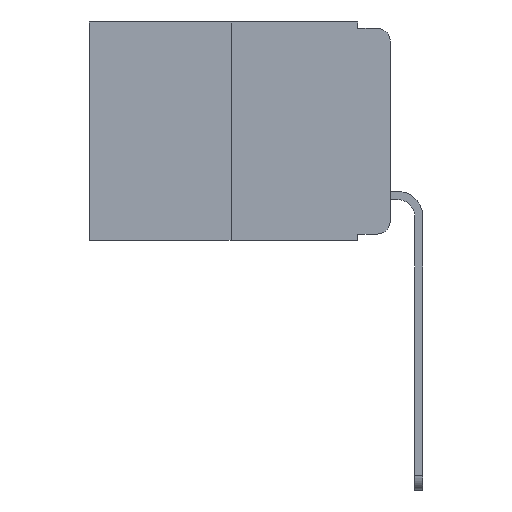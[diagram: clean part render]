
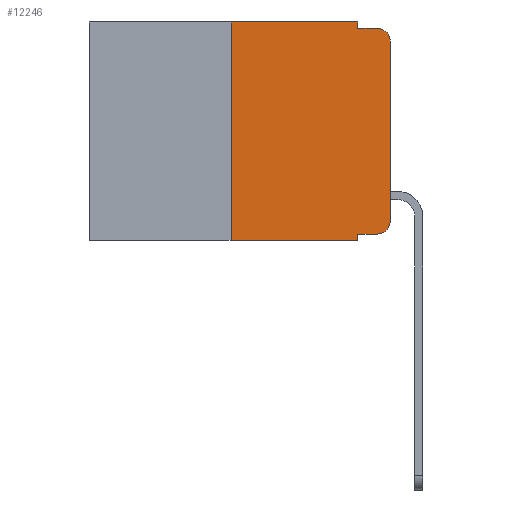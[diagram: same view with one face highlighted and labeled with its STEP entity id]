
A CAD part, left-side view. The second image highlights one B-rep face of the part: STEP entity #12246.
In plain terms, the highlighted planar face has unit normal (-1, 0, 0).
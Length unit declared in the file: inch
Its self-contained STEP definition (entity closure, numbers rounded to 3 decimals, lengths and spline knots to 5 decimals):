
#54 = ORIENTED_EDGE ( 'NONE', *, *, #5273, .F. ) ;
#240 = CARTESIAN_POINT ( 'NONE',  ( 0., 0.02, -0.03 ) ) ;
#518 = CARTESIAN_POINT ( 'NONE',  ( 0., 0.051, 0. ) ) ;
#617 = DIRECTION ( 'NONE',  ( 0., 0., 1. ) ) ;
#716 = EDGE_CURVE ( 'NONE', #7096, #7752, #7365, .T. ) ;
#760 = ORIENTED_EDGE ( 'NONE', *, *, #9817, .F. ) ;
#795 = CARTESIAN_POINT ( 'NONE',  ( 0., 0.02, -0.333 ) ) ;
#812 = VERTEX_POINT ( 'NONE', #4079 ) ;
#856 = AXIS2_PLACEMENT_3D ( 'NONE', #2811, #9443, #3757 ) ;
#861 = VECTOR ( 'NONE', #8215, 39.37008 ) ;
#870 = VERTEX_POINT ( 'NONE', #8949 ) ;
#1105 = VECTOR ( 'NONE', #5568, 39.37008 ) ;
#1227 = DIRECTION ( 'NONE',  ( 0., 0., -1. ) ) ;
#1235 = AXIS2_PLACEMENT_3D ( 'NONE', #240, #6876, #1227 ) ;
#1267 = CARTESIAN_POINT ( 'NONE',  ( 0., 0.051, -0.343 ) ) ;
#1355 = CARTESIAN_POINT ( 'NONE',  ( 0., 0.473, 0. ) ) ;
#1405 = EDGE_CURVE ( 'NONE', #2957, #3207, #10918, .T. ) ;
#1451 = VECTOR ( 'NONE', #3242, 39.37008 ) ;
#1506 = LINE ( 'NONE', #7367, #11312 ) ;
#1552 = LINE ( 'NONE', #518, #6272 ) ;
#1902 = VECTOR ( 'NONE', #6166, 39.37008 ) ;
#2002 = CARTESIAN_POINT ( 'NONE',  ( 0., 0.25, 0. ) ) ;
#2045 = EDGE_CURVE ( 'NONE', #9753, #4296, #1552, .T. ) ;
#2110 = LINE ( 'NONE', #10619, #11925 ) ;
#2121 = CARTESIAN_POINT ( 'NONE',  ( 0., 0.02, -0.313 ) ) ;
#2502 = LINE ( 'NONE', #7295, #861 ) ;
#2811 = CARTESIAN_POINT ( 'NONE',  ( 0., 0.473, 0. ) ) ;
#2957 = VERTEX_POINT ( 'NONE', #7145 ) ;
#3055 = DIRECTION ( 'NONE',  ( 0., 0., -1. ) ) ;
#3207 = VERTEX_POINT ( 'NONE', #6067 ) ;
#3242 = DIRECTION ( 'NONE',  ( 0., -1., 0. ) ) ;
#3757 = DIRECTION ( 'NONE',  ( 0., 0., -1. ) ) ;
#3783 = EDGE_CURVE ( 'NONE', #870, #3207, #6664, .T. ) ;
#3901 = EDGE_CURVE ( 'NONE', #10200, #5384, #3944, .T. ) ;
#3944 = LINE ( 'NONE', #1355, #1451 ) ;
#4079 = CARTESIAN_POINT ( 'NONE',  ( 0., 0.25, -0.343 ) ) ;
#4296 = VERTEX_POINT ( 'NONE', #1267 ) ;
#4520 = CARTESIAN_POINT ( 'NONE',  ( 0., 0.051, 0. ) ) ;
#4611 = ORIENTED_EDGE ( 'NONE', *, *, #8306, .T. ) ;
#4635 = PLANE ( 'NONE',  #856 ) ;
#5027 = FACE_OUTER_BOUND ( 'NONE', #10206, .T. ) ;
#5273 = EDGE_CURVE ( 'NONE', #812, #10200, #6435, .T. ) ;
#5384 = VERTEX_POINT ( 'NONE', #4520 ) ;
#5568 = DIRECTION ( 'NONE',  ( 0., -1., 0. ) ) ;
#5898 = ORIENTED_EDGE ( 'NONE', *, *, #3901, .F. ) ;
#6067 = CARTESIAN_POINT ( 'NONE',  ( 0., 0.02, -0.01 ) ) ;
#6127 = CARTESIAN_POINT ( 'NONE',  ( 0., 0.051, 0. ) ) ;
#6166 = DIRECTION ( 'NONE',  ( 0., 0., -1. ) ) ;
#6272 = VECTOR ( 'NONE', #11924, 39.37008 ) ;
#6294 = CARTESIAN_POINT ( 'NONE',  ( 0., 0.25, 0. ) ) ;
#6435 = LINE ( 'NONE', #6294, #7026 ) ;
#6525 = CARTESIAN_POINT ( 'NONE',  ( 0., 0., -0.313 ) ) ;
#6619 = ORIENTED_EDGE ( 'NONE', *, *, #716, .T. ) ;
#6664 = CIRCLE ( 'NONE', #1235, 0.02 ) ;
#6813 = DIRECTION ( 'NONE',  ( 0., -1., 0. ) ) ;
#6876 = DIRECTION ( 'NONE',  ( -1., 0., 0. ) ) ;
#7026 = VECTOR ( 'NONE', #617, 39.37008 ) ;
#7096 = VERTEX_POINT ( 'NONE', #795 ) ;
#7145 = CARTESIAN_POINT ( 'NONE',  ( 0., 0.051, -0.01 ) ) ;
#7210 = LINE ( 'NONE', #6127, #1902 ) ;
#7295 = CARTESIAN_POINT ( 'NONE',  ( 0., 0.473, -0.343 ) ) ;
#7358 = ORIENTED_EDGE ( 'NONE', *, *, #2045, .F. ) ;
#7365 = CIRCLE ( 'NONE', #7814, 0.02 ) ;
#7367 = CARTESIAN_POINT ( 'NONE',  ( 0., 0., 0. ) ) ;
#7752 = VERTEX_POINT ( 'NONE', #6525 ) ;
#7814 = AXIS2_PLACEMENT_3D ( 'NONE', #2121, #8733, #3055 ) ;
#8215 = DIRECTION ( 'NONE',  ( 0., -1., 0. ) ) ;
#8306 = EDGE_CURVE ( 'NONE', #7752, #870, #1506, .T. ) ;
#8641 = ORIENTED_EDGE ( 'NONE', *, *, #3783, .T. ) ;
#8733 = DIRECTION ( 'NONE',  ( -1., 0., 0. ) ) ;
#8949 = CARTESIAN_POINT ( 'NONE',  ( 0., 0., -0.03 ) ) ;
#9295 = DIRECTION ( 'NONE',  ( 0., 0., 1. ) ) ;
#9333 = EDGE_CURVE ( 'NONE', #812, #4296, #2502, .T. ) ;
#9443 = DIRECTION ( 'NONE',  ( 1., 0., 0. ) ) ;
#9753 = VERTEX_POINT ( 'NONE', #10838 ) ;
#9817 = EDGE_CURVE ( 'NONE', #5384, #2957, #7210, .T. ) ;
#9952 = ORIENTED_EDGE ( 'NONE', *, *, #11125, .T. ) ;
#10200 = VERTEX_POINT ( 'NONE', #2002 ) ;
#10206 = EDGE_LOOP ( 'NONE', ( #4611, #8641, #12207, #760, #5898, #54, #10641, #7358, #9952, #6619 ) ) ;
#10319 = CARTESIAN_POINT ( 'NONE',  ( 0., 0.051, -0.01 ) ) ;
#10619 = CARTESIAN_POINT ( 'NONE',  ( 0., 0.051, -0.333 ) ) ;
#10641 = ORIENTED_EDGE ( 'NONE', *, *, #9333, .T. ) ;
#10838 = CARTESIAN_POINT ( 'NONE',  ( 0., 0.051, -0.333 ) ) ;
#10918 = LINE ( 'NONE', #10319, #1105 ) ;
#11125 = EDGE_CURVE ( 'NONE', #9753, #7096, #2110, .T. ) ;
#11312 = VECTOR ( 'NONE', #9295, 39.37008 ) ;
#11924 = DIRECTION ( 'NONE',  ( 0., 0., -1. ) ) ;
#11925 = VECTOR ( 'NONE', #6813, 39.37008 ) ;
#12207 = ORIENTED_EDGE ( 'NONE', *, *, #1405, .F. ) ;
#12246 = ADVANCED_FACE ( 'NONE', ( #5027 ), #4635, .F. ) ;
